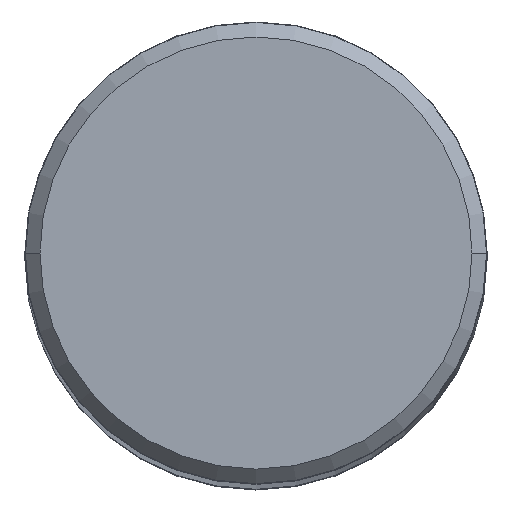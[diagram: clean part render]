
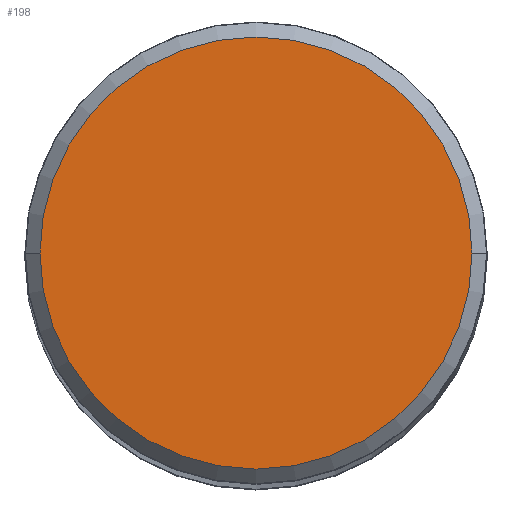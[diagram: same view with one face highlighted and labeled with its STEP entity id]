
A CAD part, top view. The second image highlights one B-rep face of the part: STEP entity #198.
In plain terms, the highlighted planar face has unit normal (0, 0, 1).
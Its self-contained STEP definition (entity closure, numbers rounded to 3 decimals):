
#135=FACE_OUTER_BOUND('',#271,.T.);
#198=ADVANCED_FACE('',(#135),#230,.F.);
#230=PLANE('',#1196);
#271=EDGE_LOOP('',(#439,#440));
#439=ORIENTED_EDGE('',*,*,#695,.T.);
#440=ORIENTED_EDGE('',*,*,#696,.T.);
#595=VERTEX_POINT('',#1885);
#596=VERTEX_POINT('',#1886);
#695=EDGE_CURVE('',#595,#596,#817,.T.);
#696=EDGE_CURVE('',#596,#595,#818,.T.);
#817=CIRCLE('',#1194,14.836);
#818=CIRCLE('',#1195,14.836);
#1194=AXIS2_PLACEMENT_3D('',#1884,#1495,#1496);
#1195=AXIS2_PLACEMENT_3D('',#1887,#1497,#1498);
#1196=AXIS2_PLACEMENT_3D('',#1888,#1499,#1500);
#1495=DIRECTION('',(0.,0.,1.));
#1496=DIRECTION('',(-1.,0.,0.));
#1497=DIRECTION('',(0.,0.,1.));
#1498=DIRECTION('',(1.,0.,0.));
#1499=DIRECTION('',(0.,0.,-1.));
#1500=DIRECTION('',(1.,0.,0.));
#1884=CARTESIAN_POINT('',(0.,0.,0.));
#1885=CARTESIAN_POINT('',(-14.836,0.,0.));
#1886=CARTESIAN_POINT('',(14.836,0.,0.));
#1887=CARTESIAN_POINT('',(0.,0.,0.));
#1888=CARTESIAN_POINT('',(0.,0.,0.));
